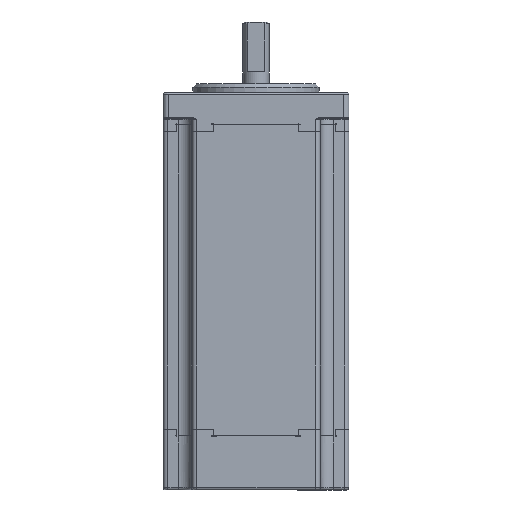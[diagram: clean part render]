
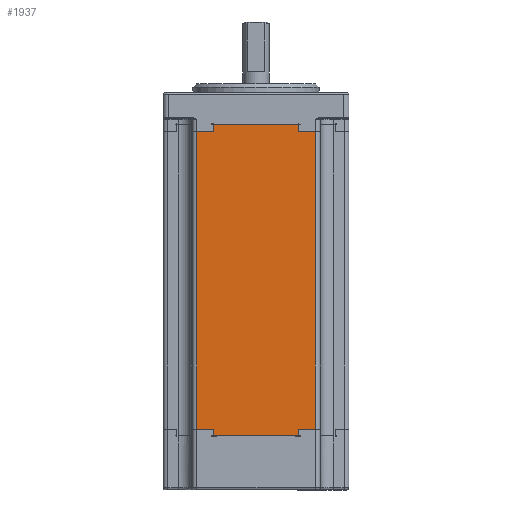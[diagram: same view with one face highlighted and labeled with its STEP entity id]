
A CAD part, front view. The second image highlights one B-rep face of the part: STEP entity #1937.
In plain terms, the highlighted planar face has unit normal (0, -1, 0).
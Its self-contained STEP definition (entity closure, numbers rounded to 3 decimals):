
#1883 = EDGE_CURVE ( 'NONE', #1968, #1884, #7508, .T. ) ;
#1884 = VERTEX_POINT ( 'NONE', #7504 ) ;
#1928 = EDGE_CURVE ( 'NONE', #1950, #21283, #7550, .T. ) ;
#1929 = ORIENTED_EDGE ( 'NONE', *, *, #1949, .T. ) ;
#1934 = VERTEX_POINT ( 'NONE', #7601 ) ;
#1936 = EDGE_CURVE ( 'NONE', #1934, #1959, #7600, .T. ) ;
#1937 = ADVANCED_FACE ( 'NONE', ( #7596 ), #7595, .F. ) ;
#1939 = EDGE_LOOP ( 'NONE', ( #1940, #1943, #16665, #16667, #16670, #16673, #21282, #1929, #16652, #16653, #16656, #16659 ) ) ;
#1940 = ORIENTED_EDGE ( 'NONE', *, *, #1941, .F. ) ;
#1941 = EDGE_CURVE ( 'NONE', #1959, #1942, #7590, .T. ) ;
#1942 = VERTEX_POINT ( 'NONE', #7586 ) ;
#1943 = ORIENTED_EDGE ( 'NONE', *, *, #1936, .F. ) ;
#1944 = VERTEX_POINT ( 'NONE', #7585 ) ;
#1949 = EDGE_CURVE ( 'NONE', #1950, #1884, #7578, .T. ) ;
#1950 = VERTEX_POINT ( 'NONE', #7636 ) ;
#1959 = VERTEX_POINT ( 'NONE', #7618 ) ;
#1968 = VERTEX_POINT ( 'NONE', #7666 ) ;
#7504 = CARTESIAN_POINT ( 'NONE',  ( -17.904, -28.1, 2. ) ) ;
#7505 = DIRECTION ( 'NONE',  ( -1., 0., 0. ) ) ;
#7506 = VECTOR ( 'NONE', #7505, 1000. ) ;
#7507 = CARTESIAN_POINT ( 'NONE',  ( -17.904, -28.1, 2. ) ) ;
#7508 = LINE ( 'NONE', #7507, #7506 ) ;
#7547 = DIRECTION ( 'NONE',  ( 1., 0., 0. ) ) ;
#7548 = VECTOR ( 'NONE', #7547, 1000. ) ;
#7549 = CARTESIAN_POINT ( 'NONE',  ( -17.904, -28.1, 92. ) ) ;
#7550 = LINE ( 'NONE', #7549, #7548 ) ;
#7575 = DIRECTION ( 'NONE',  ( 0., 0., -1. ) ) ;
#7576 = VECTOR ( 'NONE', #7575, 1000. ) ;
#7577 = CARTESIAN_POINT ( 'NONE',  ( -17.904, -28.1, 94. ) ) ;
#7578 = LINE ( 'NONE', #7577, #7576 ) ;
#7585 = CARTESIAN_POINT ( 'NONE',  ( 12.853, -28.1, 92. ) ) ;
#7586 = CARTESIAN_POINT ( 'NONE',  ( 12.853, -28.1, 2. ) ) ;
#7587 = DIRECTION ( 'NONE',  ( -1., 0., 0. ) ) ;
#7588 = VECTOR ( 'NONE', #7587, 1000. ) ;
#7589 = CARTESIAN_POINT ( 'NONE',  ( -17.904, -28.1, 2. ) ) ;
#7590 = LINE ( 'NONE', #7589, #7588 ) ;
#7591 = DIRECTION ( 'NONE',  ( 0., 0., 1. ) ) ;
#7592 = DIRECTION ( 'NONE',  ( 0., 1., 0. ) ) ;
#7593 = CARTESIAN_POINT ( 'NONE',  ( -17.904, -28.1, 94. ) ) ;
#7594 = AXIS2_PLACEMENT_3D ( 'NONE', #7593, #7592, #7591 ) ;
#7595 = PLANE ( 'NONE',  #7594 ) ;
#7596 = FACE_OUTER_BOUND ( 'NONE', #1939, .T. ) ;
#7597 = DIRECTION ( 'NONE',  ( 0., 0., -1. ) ) ;
#7598 = VECTOR ( 'NONE', #7597, 1000. ) ;
#7599 = CARTESIAN_POINT ( 'NONE',  ( 17.904, -28.1, 94. ) ) ;
#7600 = LINE ( 'NONE', #7599, #7598 ) ;
#7601 = CARTESIAN_POINT ( 'NONE',  ( 17.904, -28.1, 92. ) ) ;
#7618 = CARTESIAN_POINT ( 'NONE',  ( 17.904, -28.1, 2. ) ) ;
#7636 = CARTESIAN_POINT ( 'NONE',  ( -17.904, -28.1, 92. ) ) ;
#7666 = CARTESIAN_POINT ( 'NONE',  ( -12.853, -28.1, 2. ) ) ;
#11731 = LINE ( 'NONE', #11793, #11792 ) ;
#11732 = DIRECTION ( 'NONE',  ( 1., 0., 0. ) ) ;
#11733 = VECTOR ( 'NONE', #11732, 1000. ) ;
#11734 = CARTESIAN_POINT ( 'NONE',  ( -17.904, -28.1, 92. ) ) ;
#11739 = LINE ( 'NONE', #11734, #11733 ) ;
#11742 = DIRECTION ( 'NONE',  ( 0., 0., -1. ) ) ;
#11743 = VECTOR ( 'NONE', #11742, 1000. ) ;
#11744 = CARTESIAN_POINT ( 'NONE',  ( 12.853, -28.1, 2. ) ) ;
#11745 = LINE ( 'NONE', #11744, #11743 ) ;
#11746 = CARTESIAN_POINT ( 'NONE',  ( 12.853, -28.1, 0. ) ) ;
#11747 = DIRECTION ( 'NONE',  ( 1., 0., 0. ) ) ;
#11748 = VECTOR ( 'NONE', #11747, 1000. ) ;
#11749 = CARTESIAN_POINT ( 'NONE',  ( -17.904, -28.1, 0. ) ) ;
#11750 = LINE ( 'NONE', #11749, #11748 ) ;
#11751 = CARTESIAN_POINT ( 'NONE',  ( -12.853, -28.1, 0. ) ) ;
#11752 = DIRECTION ( 'NONE',  ( 0., 0., 1. ) ) ;
#11753 = VECTOR ( 'NONE', #11752, 1000. ) ;
#11754 = CARTESIAN_POINT ( 'NONE',  ( -12.853, -28.1, 2. ) ) ;
#11755 = LINE ( 'NONE', #11754, #11753 ) ;
#11781 = DIRECTION ( 'NONE',  ( 0., 0., 1. ) ) ;
#11782 = VECTOR ( 'NONE', #11781, 1000. ) ;
#11783 = CARTESIAN_POINT ( 'NONE',  ( -12.853, -28.1, 92. ) ) ;
#11784 = LINE ( 'NONE', #11783, #11782 ) ;
#11785 = CARTESIAN_POINT ( 'NONE',  ( -12.853, -28.1, 94. ) ) ;
#11786 = DIRECTION ( 'NONE',  ( 1., 0., 0. ) ) ;
#11787 = VECTOR ( 'NONE', #11786, 1000. ) ;
#11788 = CARTESIAN_POINT ( 'NONE',  ( -17.904, -28.1, 94. ) ) ;
#11789 = LINE ( 'NONE', #11788, #11787 ) ;
#11790 = CARTESIAN_POINT ( 'NONE',  ( 12.853, -28.1, 94. ) ) ;
#11791 = DIRECTION ( 'NONE',  ( 0., 0., -1. ) ) ;
#11792 = VECTOR ( 'NONE', #11791, 1000. ) ;
#11793 = CARTESIAN_POINT ( 'NONE',  ( 12.853, -28.1, 92. ) ) ;
#13490 = CARTESIAN_POINT ( 'NONE',  ( -12.853, -28.1, 92. ) ) ;
#16652 = ORIENTED_EDGE ( 'NONE', *, *, #1883, .F. ) ;
#16653 = ORIENTED_EDGE ( 'NONE', *, *, #16654, .F. ) ;
#16654 = EDGE_CURVE ( 'NONE', #16655, #1968, #11755, .T. ) ;
#16655 = VERTEX_POINT ( 'NONE', #11751 ) ;
#16656 = ORIENTED_EDGE ( 'NONE', *, *, #16657, .T. ) ;
#16657 = EDGE_CURVE ( 'NONE', #16655, #16658, #11750, .T. ) ;
#16658 = VERTEX_POINT ( 'NONE', #11746 ) ;
#16659 = ORIENTED_EDGE ( 'NONE', *, *, #16660, .F. ) ;
#16660 = EDGE_CURVE ( 'NONE', #1942, #16658, #11745, .T. ) ;
#16665 = ORIENTED_EDGE ( 'NONE', *, *, #16666, .F. ) ;
#16666 = EDGE_CURVE ( 'NONE', #1944, #1934, #11739, .T. ) ;
#16667 = ORIENTED_EDGE ( 'NONE', *, *, #16668, .F. ) ;
#16668 = EDGE_CURVE ( 'NONE', #16669, #1944, #11731, .T. ) ;
#16669 = VERTEX_POINT ( 'NONE', #11790 ) ;
#16670 = ORIENTED_EDGE ( 'NONE', *, *, #16671, .F. ) ;
#16671 = EDGE_CURVE ( 'NONE', #16672, #16669, #11789, .T. ) ;
#16672 = VERTEX_POINT ( 'NONE', #11785 ) ;
#16673 = ORIENTED_EDGE ( 'NONE', *, *, #16674, .F. ) ;
#16674 = EDGE_CURVE ( 'NONE', #21283, #16672, #11784, .T. ) ;
#21282 = ORIENTED_EDGE ( 'NONE', *, *, #1928, .F. ) ;
#21283 = VERTEX_POINT ( 'NONE', #13490 ) ;
